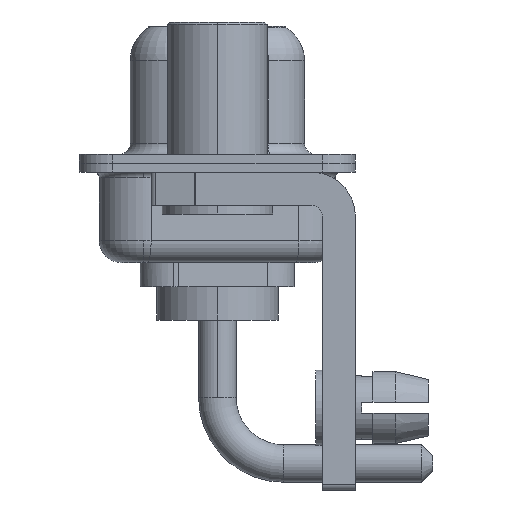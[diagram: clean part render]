
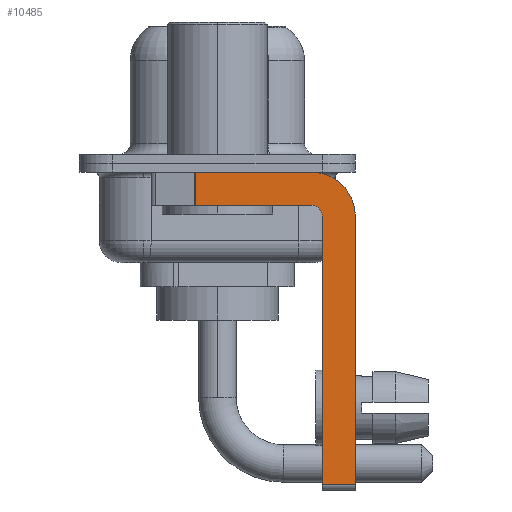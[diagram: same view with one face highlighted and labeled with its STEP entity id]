
A CAD part, left-side view. The second image highlights one B-rep face of the part: STEP entity #10485.
In plain terms, the highlighted planar face has unit normal (-1, 0, 0).
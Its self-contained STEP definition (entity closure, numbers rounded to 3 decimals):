
#237 = VERTEX_POINT ( 'NONE', #6423 ) ;
#336 = VECTOR ( 'NONE', #10543, 1000. ) ;
#382 = VERTEX_POINT ( 'NONE', #2123 ) ;
#415 = DIRECTION ( 'NONE',  ( 0., -1., 0. ) ) ;
#1323 = DIRECTION ( 'NONE',  ( 0., 1., 0. ) ) ;
#1406 = LINE ( 'NONE', #3810, #9162 ) ;
#1525 = VECTOR ( 'NONE', #415, 1000. ) ;
#1768 = DIRECTION ( 'NONE',  ( 1., 0., 0. ) ) ;
#2123 = CARTESIAN_POINT ( 'NONE',  ( -2.9, 0.978, -0.4 ) ) ;
#2745 = VERTEX_POINT ( 'NONE', #14728 ) ;
#2892 = EDGE_CURVE ( 'NONE', #15465, #12389, #7686, .T. ) ;
#2950 = CARTESIAN_POINT ( 'NONE',  ( -2.9, -6.25, -14.55 ) ) ;
#3393 = CARTESIAN_POINT ( 'NONE',  ( -2.9, 0.978, -1.9 ) ) ;
#3793 = CARTESIAN_POINT ( 'NONE',  ( -2.9, -4.75, -2.4 ) ) ;
#3810 = CARTESIAN_POINT ( 'NONE',  ( -2.9, -6.25, -2.4 ) ) ;
#4009 = VECTOR ( 'NONE', #1323, 1000. ) ;
#4056 = CIRCLE ( 'NONE', #10993, 0.5 ) ;
#4329 = DIRECTION ( 'NONE',  ( 0., 0., -1. ) ) ;
#4424 = DIRECTION ( 'NONE',  ( 1., 0., 0. ) ) ;
#4542 = ORIENTED_EDGE ( 'NONE', *, *, #8221, .F. ) ;
#5166 = VERTEX_POINT ( 'NONE', #11065 ) ;
#5366 = CARTESIAN_POINT ( 'NONE',  ( -2.9, -4.25, -2.4 ) ) ;
#5883 = DIRECTION ( 'NONE',  ( 0., 0., -1. ) ) ;
#5998 = VECTOR ( 'NONE', #9656, 1000. ) ;
#6423 = CARTESIAN_POINT ( 'NONE',  ( -2.9, -4.25, -0.4 ) ) ;
#6564 = ORIENTED_EDGE ( 'NONE', *, *, #13241, .F. ) ;
#6678 = CARTESIAN_POINT ( 'NONE',  ( -2.9, -4.25, -2.4 ) ) ;
#7179 = ORIENTED_EDGE ( 'NONE', *, *, #14898, .F. ) ;
#7289 = AXIS2_PLACEMENT_3D ( 'NONE', #6678, #1768, #4329 ) ;
#7318 = LINE ( 'NONE', #15651, #5998 ) ;
#7489 = ORIENTED_EDGE ( 'NONE', *, *, #9901, .T. ) ;
#7577 = AXIS2_PLACEMENT_3D ( 'NONE', #15430, #4424, #5883 ) ;
#7614 = LINE ( 'NONE', #11291, #4009 ) ;
#7686 = LINE ( 'NONE', #12631, #1525 ) ;
#8221 = EDGE_CURVE ( 'NONE', #382, #237, #14222, .T. ) ;
#8320 = PLANE ( 'NONE',  #7577 ) ;
#8404 = ORIENTED_EDGE ( 'NONE', *, *, #9680, .F. ) ;
#8489 = EDGE_LOOP ( 'NONE', ( #4542, #7489, #9375, #7179, #8404, #10160, #6564, #11636 ) ) ;
#9153 = DIRECTION ( 'NONE',  ( -1., 0., 0. ) ) ;
#9162 = VECTOR ( 'NONE', #11211, 1000. ) ;
#9350 = CARTESIAN_POINT ( 'NONE',  ( -2.9, 3., -0.4 ) ) ;
#9375 = ORIENTED_EDGE ( 'NONE', *, *, #13232, .F. ) ;
#9530 = EDGE_CURVE ( 'NONE', #237, #9793, #15466, .T. ) ;
#9656 = DIRECTION ( 'NONE',  ( 0., 0., 1. ) ) ;
#9680 = EDGE_CURVE ( 'NONE', #15465, #15113, #7318, .T. ) ;
#9793 = VERTEX_POINT ( 'NONE', #11470 ) ;
#9901 = EDGE_CURVE ( 'NONE', #382, #2745, #13958, .T. ) ;
#10160 = ORIENTED_EDGE ( 'NONE', *, *, #2892, .T. ) ;
#10485 = ADVANCED_FACE ( 'NONE', ( #15357 ), #8320, .F. ) ;
#10543 = DIRECTION ( 'NONE',  ( 0., -1., 0. ) ) ;
#10993 = AXIS2_PLACEMENT_3D ( 'NONE', #5366, #9153, #13274 ) ;
#11065 = CARTESIAN_POINT ( 'NONE',  ( -2.9, -4.25, -1.9 ) ) ;
#11211 = DIRECTION ( 'NONE',  ( 0., 0., -1. ) ) ;
#11291 = CARTESIAN_POINT ( 'NONE',  ( -2.9, -4.25, -1.9 ) ) ;
#11470 = CARTESIAN_POINT ( 'NONE',  ( -2.9, -6.25, -2.4 ) ) ;
#11636 = ORIENTED_EDGE ( 'NONE', *, *, #9530, .F. ) ;
#12129 = CARTESIAN_POINT ( 'NONE',  ( -2.9, -4.75, -14.55 ) ) ;
#12389 = VERTEX_POINT ( 'NONE', #2950 ) ;
#12407 = VECTOR ( 'NONE', #15160, 1000. ) ;
#12631 = CARTESIAN_POINT ( 'NONE',  ( -2.9, -4.25, -14.55 ) ) ;
#13232 = EDGE_CURVE ( 'NONE', #5166, #2745, #7614, .T. ) ;
#13241 = EDGE_CURVE ( 'NONE', #9793, #12389, #1406, .T. ) ;
#13274 = DIRECTION ( 'NONE',  ( 0., 0., 1. ) ) ;
#13958 = LINE ( 'NONE', #3393, #12407 ) ;
#14222 = LINE ( 'NONE', #9350, #336 ) ;
#14728 = CARTESIAN_POINT ( 'NONE',  ( -2.9, 0.978, -1.9 ) ) ;
#14898 = EDGE_CURVE ( 'NONE', #15113, #5166, #4056, .T. ) ;
#15113 = VERTEX_POINT ( 'NONE', #3793 ) ;
#15160 = DIRECTION ( 'NONE',  ( 0., 0., -1. ) ) ;
#15357 = FACE_OUTER_BOUND ( 'NONE', #8489, .T. ) ;
#15430 = CARTESIAN_POINT ( 'NONE',  ( -2.9, -4.25, -2.4 ) ) ;
#15465 = VERTEX_POINT ( 'NONE', #12129 ) ;
#15466 = CIRCLE ( 'NONE', #7289, 2. ) ;
#15651 = CARTESIAN_POINT ( 'NONE',  ( -2.9, -4.75, -14.8 ) ) ;
